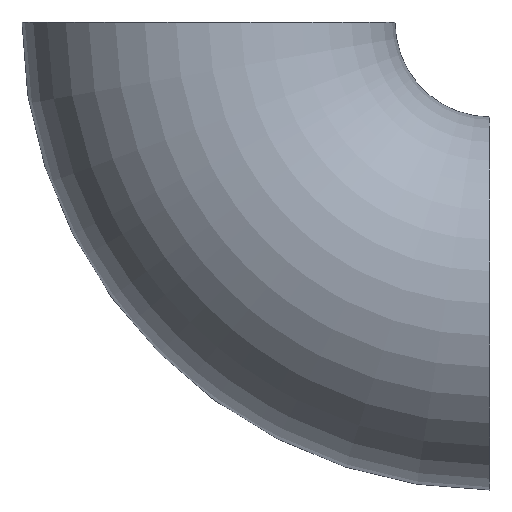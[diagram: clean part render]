
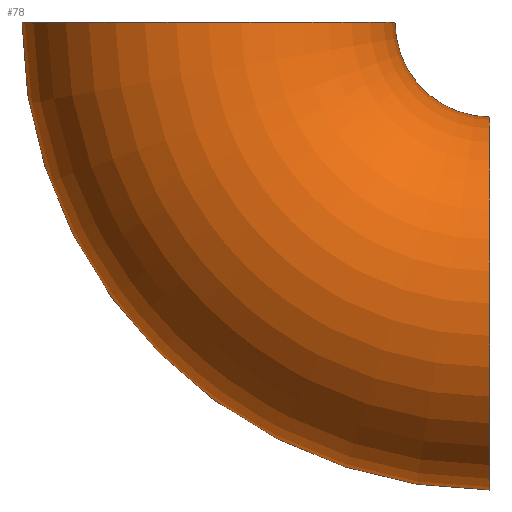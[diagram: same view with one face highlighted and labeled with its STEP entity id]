
A CAD part, front view. The second image highlights one B-rep face of the part: STEP entity #78.
In plain terms, the highlighted toroidal (fillet/blend) face has major radius 32 mm and minor radius 21.2 mm.
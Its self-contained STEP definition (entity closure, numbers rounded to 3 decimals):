
#2 = ORIENTED_EDGE ( 'NONE', *, *, #4, .F. ) ;
#4 = EDGE_CURVE ( 'NONE', #197, #30, #66, .T. ) ;
#5 = CARTESIAN_POINT ( 'NONE',  ( -10.8, 0., 0. ) ) ;
#11 = CARTESIAN_POINT ( 'NONE',  ( 0., 0., -10.8 ) ) ;
#13 = CIRCLE ( 'NONE', #34, 10.8 ) ;
#18 = DIRECTION ( 'NONE',  ( -1., 0., 0. ) ) ;
#25 = DIRECTION ( 'NONE',  ( 0., 1., 0. ) ) ;
#30 = VERTEX_POINT ( 'NONE', #214 ) ;
#31 = EDGE_CURVE ( 'NONE', #30, #248, #138, .T. ) ;
#34 = AXIS2_PLACEMENT_3D ( 'NONE', #64, #25, #244 ) ;
#40 = CIRCLE ( 'NONE', #190, 21.2 ) ;
#64 = CARTESIAN_POINT ( 'NONE',  ( 0., 0., 0. ) ) ;
#66 = CIRCLE ( 'NONE', #215, 53.2 ) ;
#70 = EDGE_CURVE ( 'NONE', #197, #73, #40, .T. ) ;
#73 = VERTEX_POINT ( 'NONE', #11 ) ;
#78 = ADVANCED_FACE ( 'NONE', ( #243 ), #251, .T. ) ;
#82 = CARTESIAN_POINT ( 'NONE',  ( 0., 0., -32. ) ) ;
#89 = ORIENTED_EDGE ( 'NONE', *, *, #31, .F. ) ;
#112 = ORIENTED_EDGE ( 'NONE', *, *, #70, .T. ) ;
#117 = DIRECTION ( 'NONE',  ( 0., 0., 1. ) ) ;
#122 = DIRECTION ( 'NONE',  ( 1., 0., 0. ) ) ;
#138 = CIRCLE ( 'NONE', #198, 21.2 ) ;
#140 = CARTESIAN_POINT ( 'NONE',  ( 0., 0., 0. ) ) ;
#143 = CARTESIAN_POINT ( 'NONE',  ( 0., 0., -53.2 ) ) ;
#158 = DIRECTION ( 'NONE',  ( 0., 1., 0. ) ) ;
#161 = ORIENTED_EDGE ( 'NONE', *, *, #168, .T. ) ;
#168 = EDGE_CURVE ( 'NONE', #73, #248, #13, .T. ) ;
#169 = AXIS2_PLACEMENT_3D ( 'NONE', #170, #158, #249 ) ;
#170 = CARTESIAN_POINT ( 'NONE',  ( 0., 0., 0. ) ) ;
#172 = CARTESIAN_POINT ( 'NONE',  ( -32., 0., 0. ) ) ;
#190 = AXIS2_PLACEMENT_3D ( 'NONE', #82, #18, #194 ) ;
#194 = DIRECTION ( 'NONE',  ( 0., 0., 1. ) ) ;
#197 = VERTEX_POINT ( 'NONE', #143 ) ;
#198 = AXIS2_PLACEMENT_3D ( 'NONE', #172, #117, #122 ) ;
#211 = EDGE_LOOP ( 'NONE', ( #2, #112, #161, #89 ) ) ;
#214 = CARTESIAN_POINT ( 'NONE',  ( -53.2, 0., 0. ) ) ;
#215 = AXIS2_PLACEMENT_3D ( 'NONE', #140, #252, #217 ) ;
#217 = DIRECTION ( 'NONE',  ( 0., 0., 1. ) ) ;
#243 = FACE_OUTER_BOUND ( 'NONE', #211, .T. ) ;
#244 = DIRECTION ( 'NONE',  ( 0., 0., 1. ) ) ;
#248 = VERTEX_POINT ( 'NONE', #5 ) ;
#249 = DIRECTION ( 'NONE',  ( 0., 0., 1. ) ) ;
#251 = TOROIDAL_SURFACE ( 'NONE', #169, 32., 21.2 ) ;
#252 = DIRECTION ( 'NONE',  ( 0., 1., 0. ) ) ;
